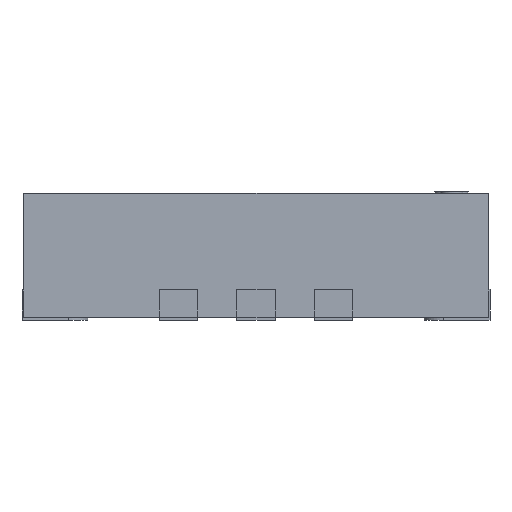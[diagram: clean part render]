
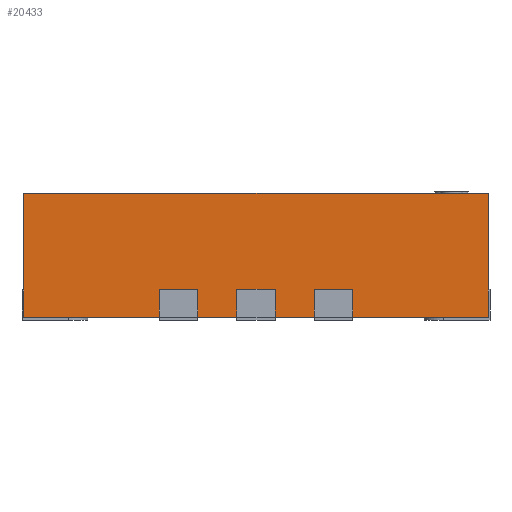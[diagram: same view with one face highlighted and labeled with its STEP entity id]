
A CAD part, left-side view. The second image highlights one B-rep face of the part: STEP entity #20433.
In plain terms, the highlighted planar face has unit normal (-1, 0, 0).
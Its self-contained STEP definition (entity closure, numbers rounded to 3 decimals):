
#497 = CARTESIAN_POINT ( 'NONE',  ( -1.5, 1.5, 0.83 ) ) ;
#503 = DIRECTION ( 'NONE',  ( 0., 0., -1. ) ) ;
#2784 = ORIENTED_EDGE ( 'NONE', *, *, #8590, .F. ) ;
#3580 = VECTOR ( 'NONE', #19915, 1000. ) ;
#5213 = EDGE_CURVE ( 'NONE', #10932, #13446, #11533, .T. ) ;
#5506 = VECTOR ( 'NONE', #17494, 1000. ) ;
#5851 = DIRECTION ( 'NONE',  ( 0., 1., 0. ) ) ;
#6827 = EDGE_CURVE ( 'NONE', #10244, #17323, #7197, .T. ) ;
#7197 = LINE ( 'NONE', #19208, #17526 ) ;
#7312 = PLANE ( 'NONE',  #7618 ) ;
#7618 = AXIS2_PLACEMENT_3D ( 'NONE', #12626, #14258, #5851 ) ;
#7826 = ORIENTED_EDGE ( 'NONE', *, *, #6827, .T. ) ;
#8590 = EDGE_CURVE ( 'NONE', #10244, #10932, #17931, .T. ) ;
#9215 = CARTESIAN_POINT ( 'NONE',  ( -1.5, 1.5, 0.83 ) ) ;
#9278 = FACE_OUTER_BOUND ( 'NONE', #19738, .T. ) ;
#9781 = CARTESIAN_POINT ( 'NONE',  ( -1.5, 1.5, 0.03 ) ) ;
#10244 = VERTEX_POINT ( 'NONE', #497 ) ;
#10932 = VERTEX_POINT ( 'NONE', #11272 ) ;
#11272 = CARTESIAN_POINT ( 'NONE',  ( -1.5, -1.5, 0.83 ) ) ;
#11413 = VECTOR ( 'NONE', #13527, 1000. ) ;
#11533 = LINE ( 'NONE', #15195, #11413 ) ;
#11679 = CARTESIAN_POINT ( 'NONE',  ( -1.5, 1.5, 0.03 ) ) ;
#12626 = CARTESIAN_POINT ( 'NONE',  ( -1.5, 1.5, 0.83 ) ) ;
#12914 = ORIENTED_EDGE ( 'NONE', *, *, #13065, .T. ) ;
#13065 = EDGE_CURVE ( 'NONE', #17323, #13446, #15314, .T. ) ;
#13446 = VERTEX_POINT ( 'NONE', #20858 ) ;
#13527 = DIRECTION ( 'NONE',  ( 0., 0., -1. ) ) ;
#14258 = DIRECTION ( 'NONE',  ( 1., 0., 0. ) ) ;
#15195 = CARTESIAN_POINT ( 'NONE',  ( -1.5, -1.5, 0.83 ) ) ;
#15314 = LINE ( 'NONE', #9781, #3580 ) ;
#16775 = ORIENTED_EDGE ( 'NONE', *, *, #5213, .F. ) ;
#17323 = VERTEX_POINT ( 'NONE', #11679 ) ;
#17494 = DIRECTION ( 'NONE',  ( 0., -1., 0. ) ) ;
#17526 = VECTOR ( 'NONE', #503, 1000. ) ;
#17931 = LINE ( 'NONE', #9215, #5506 ) ;
#19208 = CARTESIAN_POINT ( 'NONE',  ( -1.5, 1.5, 0.83 ) ) ;
#19738 = EDGE_LOOP ( 'NONE', ( #12914, #16775, #2784, #7826 ) ) ;
#19915 = DIRECTION ( 'NONE',  ( 0., -1., 0. ) ) ;
#20433 = ADVANCED_FACE ( 'NONE', ( #9278 ), #7312, .F. ) ;
#20858 = CARTESIAN_POINT ( 'NONE',  ( -1.5, -1.5, 0.03 ) ) ;
